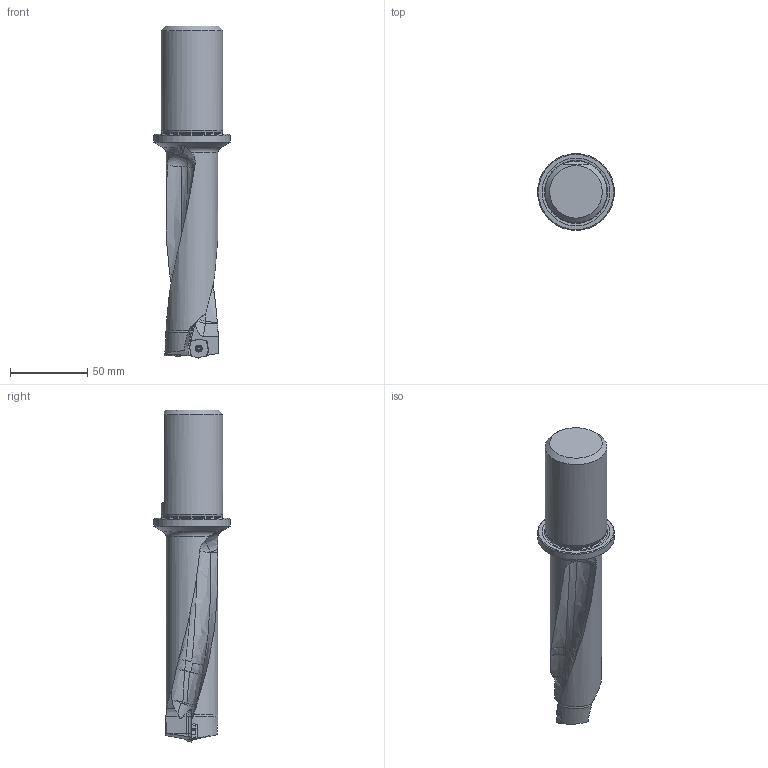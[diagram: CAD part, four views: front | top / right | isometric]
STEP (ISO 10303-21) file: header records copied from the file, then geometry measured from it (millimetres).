
FILE_DESCRIPTION(/* description */ (''),/* implementation_level */ '2;1');
FILE_NAME(/* name */ 'MM6970548.stp',/* time_stamp */ '2022-01-25T14:29:20+06:00',/* author */ (''),/* organization */ (''),/* preprocessor_version */ 'ST-DEVELOPER v16.7',/* originating_system */ 'SIEMENS PLM Software NX 12.0',/* authorisation */ '');
FILE_SCHEMA (('AUTOMOTIVE_DESIGN { 1 0 10303 214 3 1 1 1 }'));
Length unit declared in the file: millimetre
Products named in the file (1): MM6970548
Bounding box: 49.6 x 49.6 x 214.42 mm (x, y, z)
Volume: 169589.6 mm3; surface area: 29900.9 mm2
Topology: 5 solids, 5 shells, 309 faces, 852 edges, 556 vertices
Faces by surface type: cylinder 121, plane 106, bspline 33, cone 22, sphere 16, torus 11
Full cylindrical faces by diameter (mm): 2.37 x2, 3 x2, 3.4 x2, 4.15 x2, 4.5 x2, 39.292 x1, 39.992 x1, 49.6 x1
Entity records: 10872 total; most frequent: CARTESIAN_POINT 3184, ORIENTED_EDGE 1626, DIRECTION 1574, EDGE_CURVE 813, AXIS2_PLACEMENT_3D 626, VERTEX_POINT 549, EDGE_LOOP 348, LINE 322
